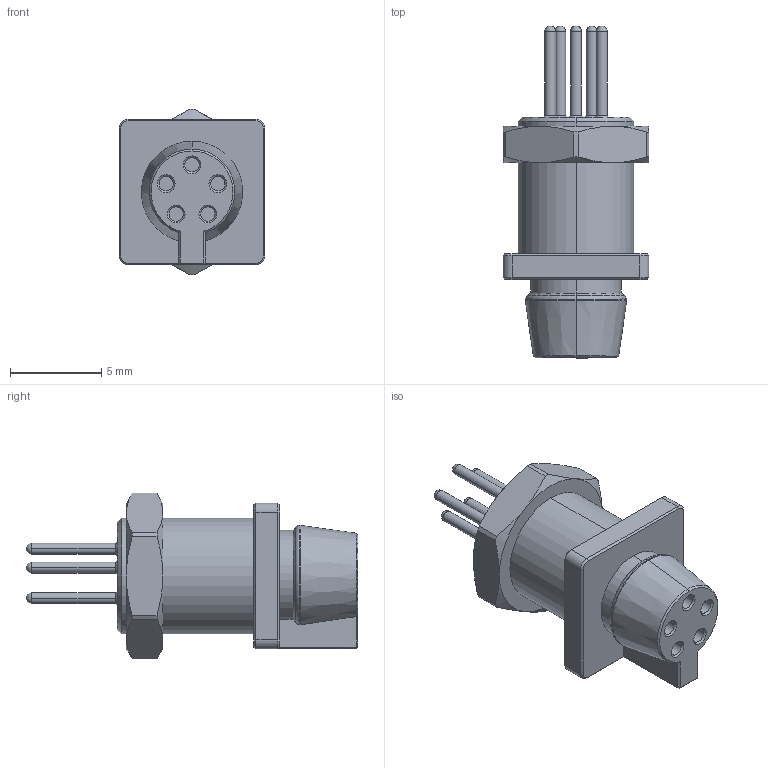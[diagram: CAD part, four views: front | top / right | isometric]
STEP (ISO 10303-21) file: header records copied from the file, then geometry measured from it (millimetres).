
FILE_DESCRIPTION((''),'2;1');
FILE_NAME('09-9792-20-05.stp','2005-07-06T11:34:17',('Kramp'),(''),'Autodesk Inventor 7','Autodesk Inventor 7','');
FILE_SCHEMA(('AUTOMOTIVE_DESIGN { 1 0 10303 214 1 1 1 1 }'));
Length unit declared in the file: millimetre
Products named in the file (1): 09-9792-20-05
Bounding box: 8 x 18.2 x 9.1 mm (x, y, z)
Volume: 463.5 mm3; surface area: 563.3 mm2
Topology: 1 solids, 1 shells, 150 faces, 342 edges, 203 vertices
Faces by surface type: cone 50, cylinder 46, plane 45, sphere 5, torus 4
Entity records: 4043 total; most frequent: CARTESIAN_POINT 746, DIRECTION 740, ORIENTED_EDGE 644, EDGE_CURVE 322, AXIS2_PLACEMENT_3D 301, VERTEX_POINT 193, EDGE_LOOP 169, CIRCLE 150
